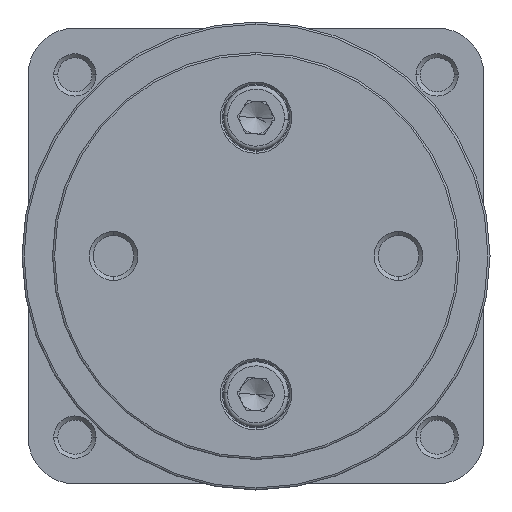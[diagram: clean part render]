
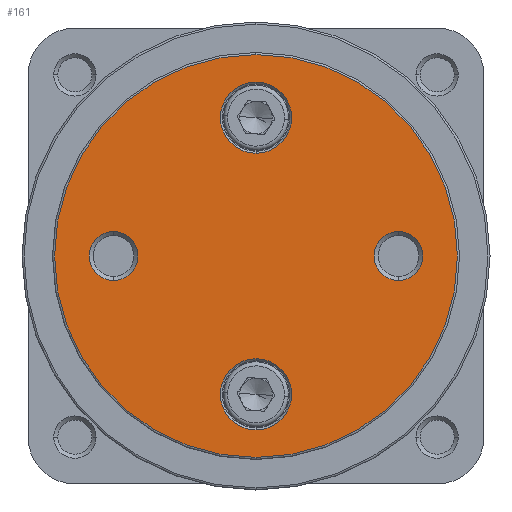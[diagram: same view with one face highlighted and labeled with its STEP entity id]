
A CAD part, left-side view. The second image highlights one B-rep face of the part: STEP entity #161.
In plain terms, the highlighted planar face has unit normal (-1, 0, 0).
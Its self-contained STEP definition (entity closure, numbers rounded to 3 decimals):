
#161 = ADVANCED_FACE ( 'NONE', ( #3037, #3035, #3040, #3042, #3038 ), #4017, .F. ) ;
#332 = EDGE_LOOP ( 'NONE', ( #1142, #1124 ) ) ;
#341 = EDGE_LOOP ( 'NONE', ( #1335, #1125 ) ) ;
#343 = EDGE_LOOP ( 'NONE', ( #1143, #1153 ) ) ;
#344 = EDGE_LOOP ( 'NONE', ( #1140, #1316 ) ) ;
#345 = EDGE_LOOP ( 'NONE', ( #1358, #1330 ) ) ;
#894 = VERTEX_POINT ( 'NONE', #4350 ) ;
#897 = VERTEX_POINT ( 'NONE', #4353 ) ;
#913 = VERTEX_POINT ( 'NONE', #4369 ) ;
#923 = VERTEX_POINT ( 'NONE', #4379 ) ;
#932 = VERTEX_POINT ( 'NONE', #4388 ) ;
#947 = VERTEX_POINT ( 'NONE', #4403 ) ;
#952 = VERTEX_POINT ( 'NONE', #4408 ) ;
#959 = VERTEX_POINT ( 'NONE', #4415 ) ;
#962 = VERTEX_POINT ( 'NONE', #4418 ) ;
#964 = VERTEX_POINT ( 'NONE', #4420 ) ;
#1124 = ORIENTED_EDGE ( 'NONE', *, *, #2052, .T. ) ;
#1125 = ORIENTED_EDGE ( 'NONE', *, *, #1957, .T. ) ;
#1140 = ORIENTED_EDGE ( 'NONE', *, *, #2003, .T. ) ;
#1142 = ORIENTED_EDGE ( 'NONE', *, *, #1967, .T. ) ;
#1143 = ORIENTED_EDGE ( 'NONE', *, *, #1971, .T. ) ;
#1153 = ORIENTED_EDGE ( 'NONE', *, *, #2057, .T. ) ;
#1316 = ORIENTED_EDGE ( 'NONE', *, *, #2045, .T. ) ;
#1330 = ORIENTED_EDGE ( 'NONE', *, *, #2051, .T. ) ;
#1335 = ORIENTED_EDGE ( 'NONE', *, *, #2056, .T. ) ;
#1358 = ORIENTED_EDGE ( 'NONE', *, *, #1999, .T. ) ;
#1957 = EDGE_CURVE ( 'NONE', #932, #897, #3597, .T. ) ;
#1967 = EDGE_CURVE ( 'NONE', #962, #913, #3609, .T. ) ;
#1971 = EDGE_CURVE ( 'NONE', #894, #959, #3615, .T. ) ;
#1999 = EDGE_CURVE ( 'NONE', #923, #952, #3657, .T. ) ;
#2003 = EDGE_CURVE ( 'NONE', #964, #947, #3663, .T. ) ;
#2045 = EDGE_CURVE ( 'NONE', #947, #964, #7252, .T. ) ;
#2051 = EDGE_CURVE ( 'NONE', #952, #923, #7258, .T. ) ;
#2052 = EDGE_CURVE ( 'NONE', #913, #962, #7259, .T. ) ;
#2056 = EDGE_CURVE ( 'NONE', #897, #932, #7263, .T. ) ;
#2057 = EDGE_CURVE ( 'NONE', #959, #894, #7264, .T. ) ;
#2299 = AXIS2_PLACEMENT_3D ( 'NONE', #4024, #4033, #4034 ) ;
#2478 = AXIS2_PLACEMENT_3D ( 'NONE', #6119, #6120, #6121 ) ;
#2488 = AXIS2_PLACEMENT_3D ( 'NONE', #6149, #6150, #6151 ) ;
#2489 = AXIS2_PLACEMENT_3D ( 'NONE', #6159, #6160, #6161 ) ;
#2505 = AXIS2_PLACEMENT_3D ( 'NONE', #6229, #6230, #6231 ) ;
#2506 = AXIS2_PLACEMENT_3D ( 'NONE', #6239, #6240, #6241 ) ;
#2523 = AXIS2_PLACEMENT_3D ( 'NONE', #6334, #6341, #6342 ) ;
#2529 = AXIS2_PLACEMENT_3D ( 'NONE', #6352, #6359, #6360 ) ;
#2530 = AXIS2_PLACEMENT_3D ( 'NONE', #6355, #6362, #6363 ) ;
#2534 = AXIS2_PLACEMENT_3D ( 'NONE', #6367, #6374, #6375 ) ;
#2535 = AXIS2_PLACEMENT_3D ( 'NONE', #6370, #6377, #6378 ) ;
#3035 = FACE_BOUND ( 'NONE', #343, .T. ) ;
#3037 = FACE_OUTER_BOUND ( 'NONE', #341, .T. ) ;
#3038 = FACE_BOUND ( 'NONE', #345, .T. ) ;
#3040 = FACE_BOUND ( 'NONE', #332, .T. ) ;
#3042 = FACE_BOUND ( 'NONE', #344, .T. ) ;
#3597 = CIRCLE ( 'NONE', #2478, 49.5 ) ;
#3609 = CIRCLE ( 'NONE', #2488, 8.75 ) ;
#3615 = CIRCLE ( 'NONE', #2489, 8.75 ) ;
#3657 = CIRCLE ( 'NONE', #2505, 6. ) ;
#3663 = CIRCLE ( 'NONE', #2506, 6. ) ;
#4017 = PLANE ( 'NONE',  #2299 ) ;
#4024 = CARTESIAN_POINT ( 'NONE',  ( 0., 0., 0. ) ) ;
#4033 = DIRECTION ( 'NONE',  ( 1., 0., 0. ) ) ;
#4034 = DIRECTION ( 'NONE',  ( 0., 0., -1. ) ) ;
#4350 = CARTESIAN_POINT ( 'NONE',  ( 0., 0., -25.25 ) ) ;
#4353 = CARTESIAN_POINT ( 'NONE',  ( 0., 0., -49.5 ) ) ;
#4369 = CARTESIAN_POINT ( 'NONE',  ( 0., 0., 25.25 ) ) ;
#4379 = CARTESIAN_POINT ( 'NONE',  ( 0., 35., 6. ) ) ;
#4388 = CARTESIAN_POINT ( 'NONE',  ( 0., 0., 49.5 ) ) ;
#4403 = CARTESIAN_POINT ( 'NONE',  ( 0., -35., -6. ) ) ;
#4408 = CARTESIAN_POINT ( 'NONE',  ( 0., 35., -6. ) ) ;
#4415 = CARTESIAN_POINT ( 'NONE',  ( 0., 0., -42.75 ) ) ;
#4418 = CARTESIAN_POINT ( 'NONE',  ( 0., 0., 42.75 ) ) ;
#4420 = CARTESIAN_POINT ( 'NONE',  ( 0., -35., 6. ) ) ;
#6119 = CARTESIAN_POINT ( 'NONE',  ( 0., 0., 0. ) ) ;
#6120 = DIRECTION ( 'NONE',  ( -1., 0., 0. ) ) ;
#6121 = DIRECTION ( 'NONE',  ( 0., 0., -1. ) ) ;
#6149 = CARTESIAN_POINT ( 'NONE',  ( 0., 0., 34. ) ) ;
#6150 = DIRECTION ( 'NONE',  ( 1., 0., 0. ) ) ;
#6151 = DIRECTION ( 'NONE',  ( 0., 0., -1. ) ) ;
#6159 = CARTESIAN_POINT ( 'NONE',  ( 0., 0., -34. ) ) ;
#6160 = DIRECTION ( 'NONE',  ( 1., 0., 0. ) ) ;
#6161 = DIRECTION ( 'NONE',  ( 0., 0., -1. ) ) ;
#6229 = CARTESIAN_POINT ( 'NONE',  ( 0., 35., 0. ) ) ;
#6230 = DIRECTION ( 'NONE',  ( 1., 0., 0. ) ) ;
#6231 = DIRECTION ( 'NONE',  ( 0., 0., -1. ) ) ;
#6239 = CARTESIAN_POINT ( 'NONE',  ( 0., -35., 0. ) ) ;
#6240 = DIRECTION ( 'NONE',  ( 1., 0., 0. ) ) ;
#6241 = DIRECTION ( 'NONE',  ( 0., 0., -1. ) ) ;
#6334 = CARTESIAN_POINT ( 'NONE',  ( 0., -35., 0. ) ) ;
#6341 = DIRECTION ( 'NONE',  ( 1., 0., 0. ) ) ;
#6342 = DIRECTION ( 'NONE',  ( 0., 0., -1. ) ) ;
#6352 = CARTESIAN_POINT ( 'NONE',  ( 0., 35., 0. ) ) ;
#6355 = CARTESIAN_POINT ( 'NONE',  ( 0., 0., 34. ) ) ;
#6359 = DIRECTION ( 'NONE',  ( 1., 0., 0. ) ) ;
#6360 = DIRECTION ( 'NONE',  ( 0., 0., -1. ) ) ;
#6362 = DIRECTION ( 'NONE',  ( 1., 0., 0. ) ) ;
#6363 = DIRECTION ( 'NONE',  ( 0., 0., -1. ) ) ;
#6367 = CARTESIAN_POINT ( 'NONE',  ( 0., 0., 0. ) ) ;
#6370 = CARTESIAN_POINT ( 'NONE',  ( 0., 0., -34. ) ) ;
#6374 = DIRECTION ( 'NONE',  ( -1., 0., 0. ) ) ;
#6375 = DIRECTION ( 'NONE',  ( 0., 0., -1. ) ) ;
#6377 = DIRECTION ( 'NONE',  ( 1., 0., 0. ) ) ;
#6378 = DIRECTION ( 'NONE',  ( 0., 0., -1. ) ) ;
#7252 = CIRCLE ( 'NONE', #2523, 6. ) ;
#7258 = CIRCLE ( 'NONE', #2529, 6. ) ;
#7259 = CIRCLE ( 'NONE', #2530, 8.75 ) ;
#7263 = CIRCLE ( 'NONE', #2534, 49.5 ) ;
#7264 = CIRCLE ( 'NONE', #2535, 8.75 ) ;
